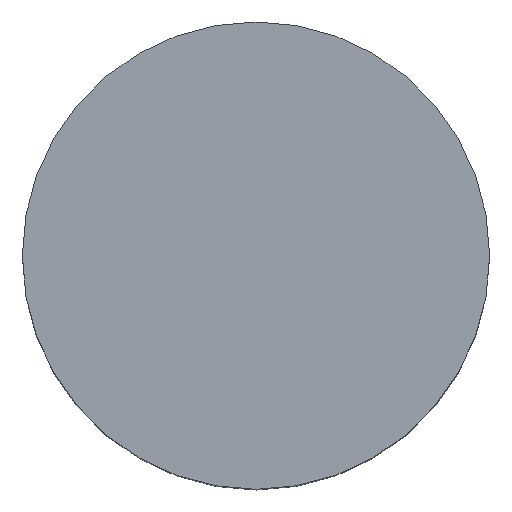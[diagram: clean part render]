
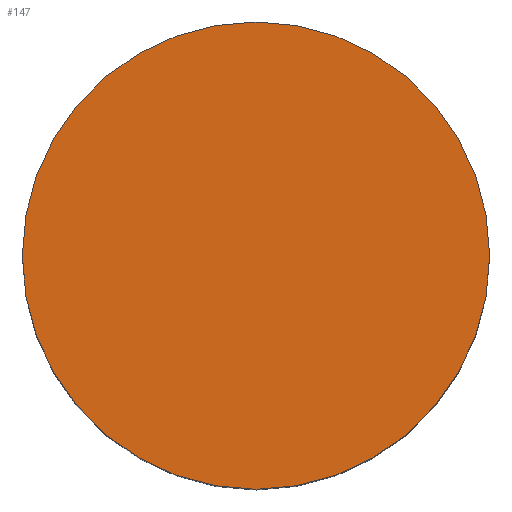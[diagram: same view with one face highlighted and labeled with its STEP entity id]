
A CAD part, top view. The second image highlights one B-rep face of the part: STEP entity #147.
In plain terms, the highlighted planar face has unit normal (0, 0, 1).
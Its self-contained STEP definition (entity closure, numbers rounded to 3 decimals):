
#127=CARTESIAN_POINT('POINT9',(14.964,7.58,28.));
#128=VERTEX_POINT('VERTEX9',#127);
#129=CARTESIAN_POINT('POINT10',(8.964,7.58,28.));
#130=VERTEX_POINT('VERTEX10',#129);
#131=CARTESIAN_POINT('POS13',(11.964,7.58,28.));
#132=DIRECTION('DIR21',(0.,0.,1.));
#133=DIRECTION('DIR22',(1.,0.,0.));
#134=AXIS2_PLACEMENT_3D('AXIS9',#131,#132,#133);
#135=CIRCLE('ELLIPSE5',#134,3.);
#136=EDGE_CURVE('EDGE13',#128,#130,#135,.T.);
#137=ORIENTED_EDGE('COEDGE23',*,*,#136,.T.);
#138=EDGE_CURVE('EDGE14',#130,#128,#135,.T.);
#139=ORIENTED_EDGE('COEDGE24',*,*,#138,.T.);
#140=EDGE_LOOP('NONE',(#137,#139));
#141=FACE_BOUND('LOOP1',#140,.T.);
#142=CARTESIAN_POINT('POS14',(11.964,7.58,28.));
#143=DIRECTION('DIR23',(0.,0.,1.));
#144=DIRECTION('DIR24',(1.,0.,0.));
#145=AXIS2_PLACEMENT_3D('AXIS10',#142,#143,#144);
#146=PLANE('PLANE3',#145);
#147=ADVANCED_FACE('FACE7',(#141),#146,.T.);
